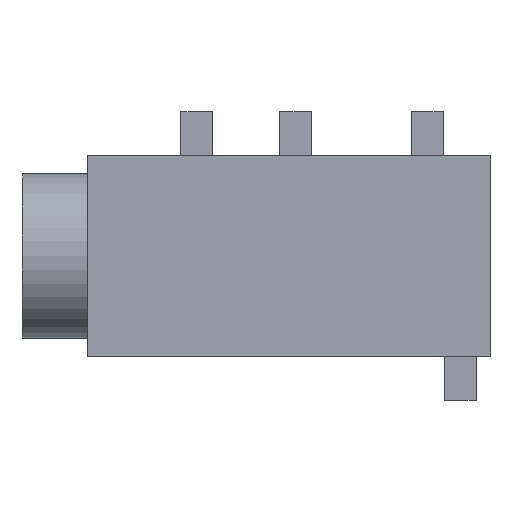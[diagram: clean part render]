
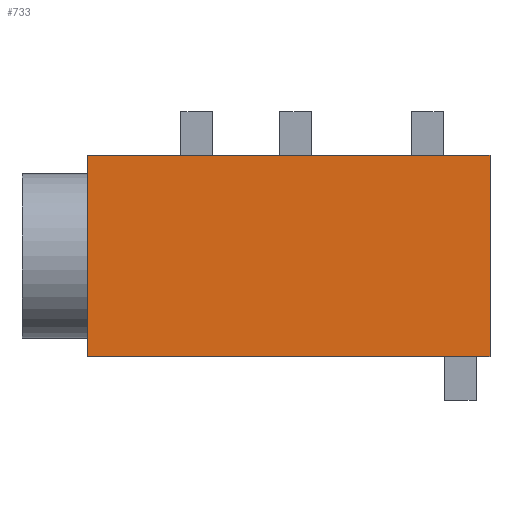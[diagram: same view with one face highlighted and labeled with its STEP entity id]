
A CAD part, top view. The second image highlights one B-rep face of the part: STEP entity #733.
In plain terms, the highlighted planar face has unit normal (0, 0, 1).
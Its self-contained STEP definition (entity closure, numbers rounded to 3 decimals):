
#173=LINE('',#1292,#237);
#176=LINE('',#1298,#240);
#179=LINE('',#1304,#243);
#182=LINE('',#1309,#246);
#237=VECTOR('',#1018,1.);
#240=VECTOR('',#1023,1.);
#243=VECTOR('',#1028,1.);
#246=VECTOR('',#1033,1.);
#311=FACE_OUTER_BOUND('',#353,.T.);
#353=EDGE_LOOP('',(#568,#569,#570,#571));
#407=VERTEX_POINT('',#1289);
#408=VERTEX_POINT('',#1291);
#410=VERTEX_POINT('',#1297);
#412=VERTEX_POINT('',#1303);
#463=EDGE_CURVE('',#407,#408,#173,.T.);
#466=EDGE_CURVE('',#408,#410,#176,.T.);
#469=EDGE_CURVE('',#410,#412,#179,.T.);
#472=EDGE_CURVE('',#412,#407,#182,.T.);
#568=ORIENTED_EDGE('',*,*,#466,.F.);
#569=ORIENTED_EDGE('',*,*,#463,.F.);
#570=ORIENTED_EDGE('',*,*,#472,.F.);
#571=ORIENTED_EDGE('',*,*,#469,.F.);
#695=PLANE('',#899);
#733=ADVANCED_FACE('',(#311),#695,.F.);
#899=AXIS2_PLACEMENT_3D('',#1312,#1037,#1038);
#1018=DIRECTION('',(0.,1.,0.));
#1023=DIRECTION('',(1.,0.,0.));
#1028=DIRECTION('',(0.,-1.,0.));
#1033=DIRECTION('',(-1.,0.,0.));
#1037=DIRECTION('center_axis',(0.,0.,-1.));
#1038=DIRECTION('ref_axis',(-1.,0.,0.));
#1289=CARTESIAN_POINT('',(-6.1,-3.05,5.6));
#1291=CARTESIAN_POINT('',(-6.1,3.05,5.6));
#1292=CARTESIAN_POINT('',(-6.1,-3.05,5.6));
#1297=CARTESIAN_POINT('',(6.1,3.05,5.6));
#1298=CARTESIAN_POINT('',(-6.1,3.05,5.6));
#1303=CARTESIAN_POINT('',(6.1,-3.05,5.6));
#1304=CARTESIAN_POINT('',(6.1,3.05,5.6));
#1309=CARTESIAN_POINT('',(6.1,-3.05,5.6));
#1312=CARTESIAN_POINT('Origin',(0.,0.,5.6));
